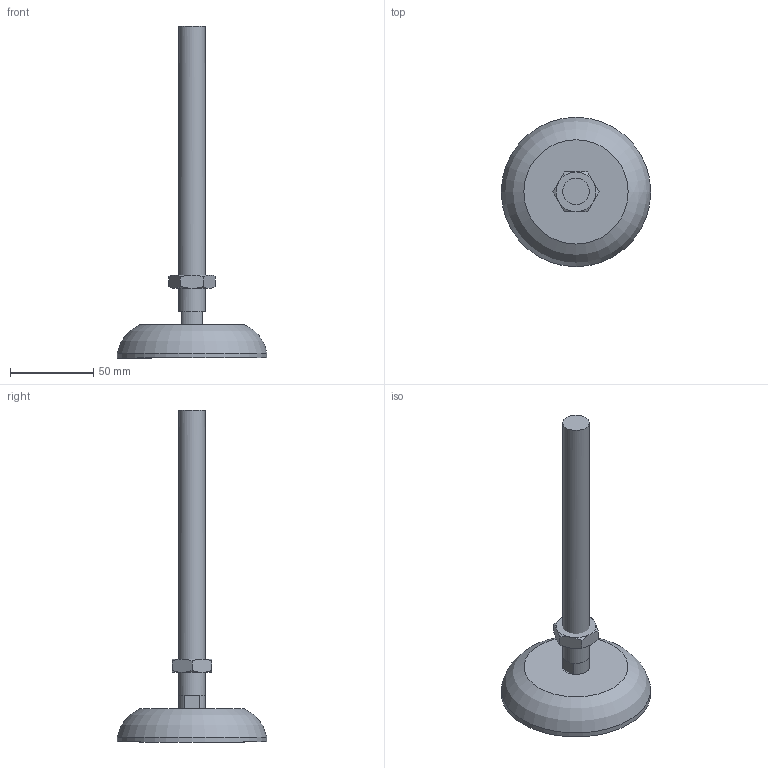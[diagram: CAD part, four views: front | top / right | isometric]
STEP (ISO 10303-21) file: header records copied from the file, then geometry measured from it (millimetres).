
FILE_DESCRIPTION(('STEP AP203'),'1');
FILE_NAME('BASE10B1327.stp','2023-10-13T14:57:03',(' '),(' '),'Spatial InterOp 3D',' ',' ');
FILE_SCHEMA(('CONFIG_CONTROL_DESIGN'));
Length unit declared in the file: millimetre
Products named in the file (4): Pied D90 M16x200 ZN; Ecrou bas hexagonal M16; Tige avec Ecrou type 2; Socle Type 2
Assembly tree (3 placements, depth 2):
  Pied D90 M16x200 ZN
    Ecrou bas hexagonal M16
    Tige avec Ecrou type 2
    Socle Type 2
Bounding box: 90 x 90 x 200 mm (x, y, z)
Volume: 147021.2 mm3; surface area: 27122.9 mm2
Topology: 3 solids, 3 shells, 35 faces, 74 edges, 44 vertices
Faces by surface type: plane 15, cone 12, cylinder 5, sphere 2, torus 1
Full cylindrical faces by diameter (mm): 14 x1, 16 x1, 90 x1
Entity records: 1542 total; most frequent: CARTESIAN_POINT 285, DIRECTION 144, ORIENTED_EDGE 126, AXIS2_PLACEMENT_3D 66, PROPERTY_DEFINITION_REPRESENTATION 65, GENERAL_PROPERTY_ASSOCIATION 65, PROPERTY_DEFINITION 65, REPRESENTATION 65
